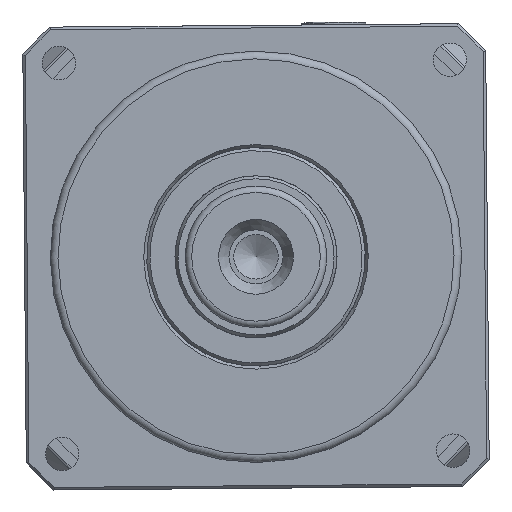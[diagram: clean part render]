
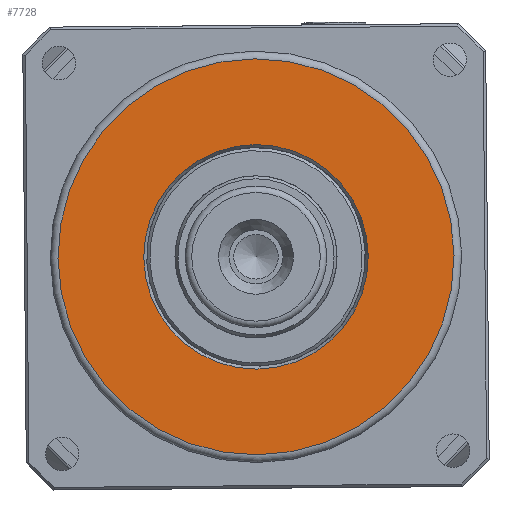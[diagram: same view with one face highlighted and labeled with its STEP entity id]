
A CAD part, left-side view. The second image highlights one B-rep face of the part: STEP entity #7728.
In plain terms, the highlighted planar face has unit normal (-1, 0, 0).
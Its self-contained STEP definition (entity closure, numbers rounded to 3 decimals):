
#1292=PLANE('',#8574);
#1506=FACE_BOUND('',#2636,.T.);
#1969=FACE_OUTER_BOUND('',#2635,.T.);
#2635=EDGE_LOOP('',(#6550));
#2636=EDGE_LOOP('',(#6551));
#3119=CIRCLE('',#8529,43.655);
#3134=CIRCLE('',#8575,77.);
#3761=VERTEX_POINT('',#13819);
#3786=VERTEX_POINT('',#13975);
#4691=EDGE_CURVE('',#3761,#3761,#3119,.T.);
#4743=EDGE_CURVE('',#3786,#3786,#3134,.T.);
#6550=ORIENTED_EDGE('',*,*,#4743,.F.);
#6551=ORIENTED_EDGE('',*,*,#4691,.F.);
#7728=ADVANCED_FACE('',(#1969,#1506),#1292,.F.);
#8529=AXIS2_PLACEMENT_3D('',#13820,#10348,#10349);
#8574=AXIS2_PLACEMENT_3D('',#13974,#10459,#10460);
#8575=AXIS2_PLACEMENT_3D('',#13976,#10461,#10462);
#10348=DIRECTION('center_axis',(-1.,0.,0.));
#10349=DIRECTION('ref_axis',(0.,-0.008,
-1.));
#10459=DIRECTION('center_axis',(1.,0.,0.));
#10460=DIRECTION('ref_axis',(0.,-0.008,-1.));
#10461=DIRECTION('center_axis',(1.,0.,0.));
#10462=DIRECTION('ref_axis',(0.,-0.008,
-1.));
#13819=CARTESIAN_POINT('',(-179.697,-153.069,92.846));
#13820=CARTESIAN_POINT('Origin',(-179.697,-153.436,49.193));
#13974=CARTESIAN_POINT('Origin',(-179.697,-153.436,49.193));
#13975=CARTESIAN_POINT('',(-179.697,-152.788,126.19));
#13976=CARTESIAN_POINT('Origin',(-179.697,-153.436,49.193));
